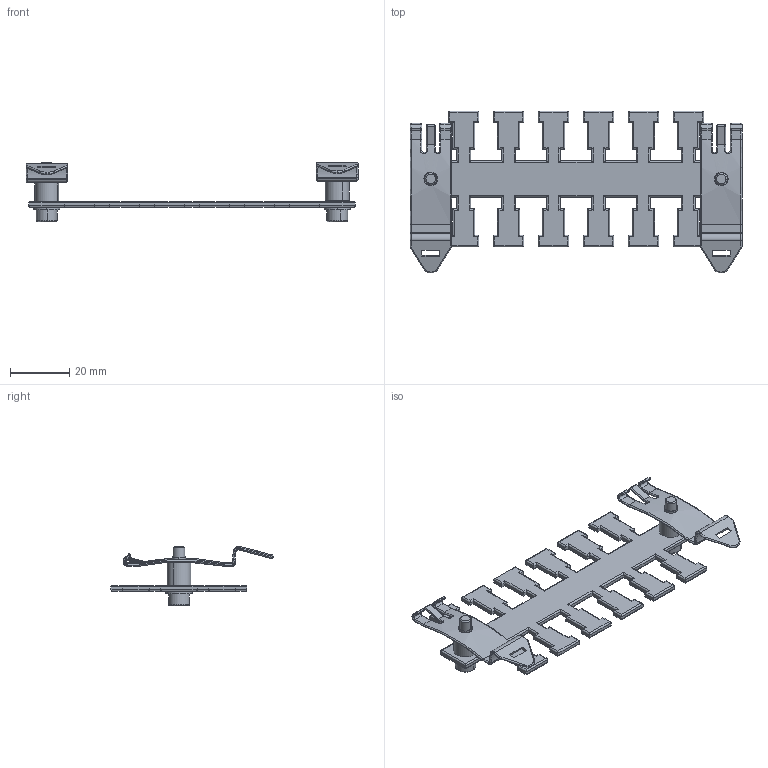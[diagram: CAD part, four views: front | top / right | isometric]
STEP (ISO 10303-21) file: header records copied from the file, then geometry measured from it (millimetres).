
FILE_DESCRIPTION (( 'STEP AP214' ), '1' );
FILE_NAME ('1041-003.STEP', '2024-08-06T10:16:48', ( '' ), ( '' ), 'SwSTEP 2.0', 'SolidWorks 2022', '' );
FILE_SCHEMA (( 'AUTOMOTIVE_DESIGN' ));
Length unit declared in the file: millimetre
Products named in the file (6): 1041-021; 1041-033; 8010-011_DIN 912 M4 x 16 --- 16C; 1030-020; 8010-012; 1041-003
Assembly tree (9 placements, depth 2):
  1041-003
    1041-021  x2
    1030-020  x2
    8010-011_DIN 912 M4 x 16 --- 16C  x2
    8010-012  x2
    1041-033
Bounding box: 111.98 x 54.64 x 20.01 mm (x, y, z)
Volume: 7998.6 mm3; surface area: 11748.7 mm2
Topology: 9 solids, 9 shells, 884 faces, 2022 edges, 1120 vertices
Faces by surface type: cylinder 458, plane 232, torus 116, sphere 34, bspline 28, cone 16
Entity records: 20026 total; most frequent: CARTESIAN_POINT 5711, ORIENTED_EDGE 3046, DIRECTION 2800, EDGE_CURVE 1523, AXIS2_PLACEMENT_3D 947, VECTOR 906, LINE 906, VERTEX_POINT 862
